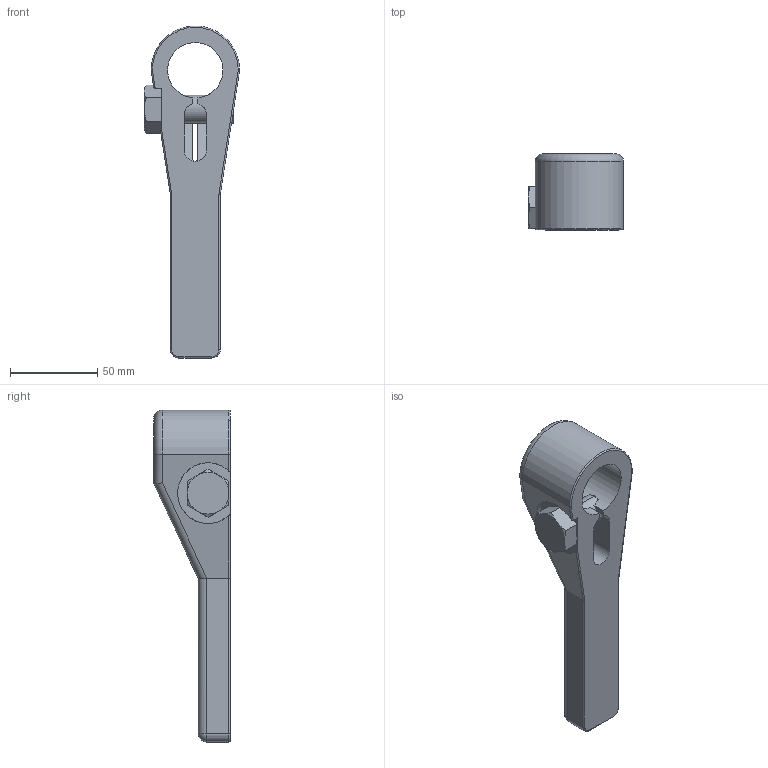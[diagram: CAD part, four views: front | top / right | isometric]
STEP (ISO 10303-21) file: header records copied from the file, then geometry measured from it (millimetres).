
FILE_DESCRIPTION((''),'2;1');
FILE_NAME('ILC91521813','2020-02-03T',('npeters'),(''),'PRO/ENGINEER BY PARAMETRIC TECHNOLOGY CORPORATION, 2013320','PRO/ENGINEER BY PARAMETRIC TECHNOLOGY CORPORATION, 2013320','');
FILE_SCHEMA(('AUTOMOTIVE_DESIGN { 1 0 10303 214 1 1 1 1 }'));
Length unit declared in the file: inch
Products named in the file (1): ILC91521813
Bounding box: 54.61 x 43.81 x 190.5 mm (x, y, z)
Volume: 147957.5 mm3; surface area: 32482.4 mm2
Topology: 1 solids, 1 shells, 72 faces, 187 edges, 117 vertices
Faces by surface type: cylinder 33, plane 27, cone 6, torus 4, sphere 2
Entity records: 3230 total; most frequent: CARTESIAN_POINT 702, ORIENTED_EDGE 374, DIRECTION 327, PRESENTATION_STYLE_ASSIGNMENT 204, STYLED_ITEM 188, CURVE_STYLE 187, EDGE_CURVE 187, AXIS2_PLACEMENT_3D 119
